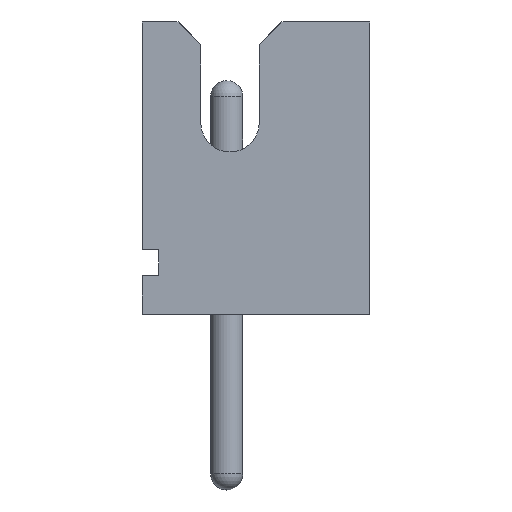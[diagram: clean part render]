
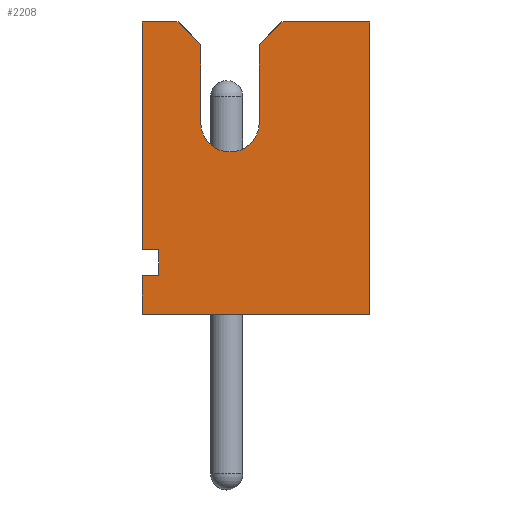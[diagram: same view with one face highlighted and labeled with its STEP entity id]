
A CAD part, front view. The second image highlights one B-rep face of the part: STEP entity #2208.
In plain terms, the highlighted planar face has unit normal (0, -1, 0).
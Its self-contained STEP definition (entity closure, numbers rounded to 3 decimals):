
#159=CIRCLE('',#2406,0.45);
#240=FACE_OUTER_BOUND('',#358,.T.);
#358=EDGE_LOOP('',(#1710,#1711,#1712,#1713,#1714,#1715,#1716,#1717,#1718,
#1719,#1720,#1721,#1722,#1723));
#469=LINE('',#3285,#715);
#472=LINE('',#3291,#718);
#476=LINE('',#3298,#722);
#484=LINE('',#3321,#730);
#494=LINE('',#3341,#740);
#504=LINE('',#3362,#750);
#507=LINE('',#3368,#753);
#551=LINE('',#3458,#797);
#558=LINE('',#3473,#804);
#559=LINE('',#3475,#805);
#560=LINE('',#3476,#806);
#561=LINE('',#3478,#807);
#562=LINE('',#3479,#808);
#715=VECTOR('',#2707,10.);
#718=VECTOR('',#2712,10.);
#722=VECTOR('',#2718,10.);
#730=VECTOR('',#2736,10.);
#740=VECTOR('',#2752,10.);
#750=VECTOR('',#2766,10.);
#753=VECTOR('',#2771,10.);
#797=VECTOR('',#2823,10.);
#804=VECTOR('',#2836,10.);
#805=VECTOR('',#2837,10.);
#806=VECTOR('',#2838,10.);
#807=VECTOR('',#2839,10.);
#808=VECTOR('',#2840,10.);
#1000=VERTEX_POINT('',#3282);
#1001=VERTEX_POINT('',#3284);
#1003=VERTEX_POINT('',#3290);
#1005=VERTEX_POINT('',#3296);
#1014=VERTEX_POINT('',#3318);
#1015=VERTEX_POINT('',#3320);
#1022=VERTEX_POINT('',#3340);
#1030=VERTEX_POINT('',#3359);
#1031=VERTEX_POINT('',#3361);
#1033=VERTEX_POINT('',#3367);
#1075=VERTEX_POINT('',#3456);
#1080=VERTEX_POINT('',#3472);
#1081=VERTEX_POINT('',#3474);
#1082=VERTEX_POINT('',#3477);
#1233=EDGE_CURVE('',#1001,#1000,#469,.T.);
#1236=EDGE_CURVE('',#1003,#1001,#472,.T.);
#1240=EDGE_CURVE('',#1000,#1005,#476,.T.);
#1250=EDGE_CURVE('',#1015,#1014,#484,.T.);
#1260=EDGE_CURVE('',#1022,#1015,#494,.T.);
#1270=EDGE_CURVE('',#1031,#1030,#504,.T.);
#1273=EDGE_CURVE('',#1033,#1031,#507,.T.);
#1276=EDGE_CURVE('',#1014,#1033,#159,.T.);
#1319=EDGE_CURVE('',#1075,#1005,#551,.T.);
#1326=EDGE_CURVE('',#1075,#1080,#558,.T.);
#1327=EDGE_CURVE('',#1080,#1081,#559,.T.);
#1328=EDGE_CURVE('',#1022,#1081,#560,.T.);
#1329=EDGE_CURVE('',#1082,#1030,#561,.T.);
#1330=EDGE_CURVE('',#1003,#1082,#562,.T.);
#1710=ORIENTED_EDGE('',*,*,#1236,.T.);
#1711=ORIENTED_EDGE('',*,*,#1233,.T.);
#1712=ORIENTED_EDGE('',*,*,#1240,.T.);
#1713=ORIENTED_EDGE('',*,*,#1319,.F.);
#1714=ORIENTED_EDGE('',*,*,#1326,.T.);
#1715=ORIENTED_EDGE('',*,*,#1327,.T.);
#1716=ORIENTED_EDGE('',*,*,#1328,.F.);
#1717=ORIENTED_EDGE('',*,*,#1260,.T.);
#1718=ORIENTED_EDGE('',*,*,#1250,.T.);
#1719=ORIENTED_EDGE('',*,*,#1276,.T.);
#1720=ORIENTED_EDGE('',*,*,#1273,.T.);
#1721=ORIENTED_EDGE('',*,*,#1270,.T.);
#1722=ORIENTED_EDGE('',*,*,#1329,.F.);
#1723=ORIENTED_EDGE('',*,*,#1330,.F.);
#2090=PLANE('',#2410);
#2208=ADVANCED_FACE('',(#240),#2090,.T.);
#2406=AXIS2_PLACEMENT_3D('',#3372,#2777,#2778);
#2410=AXIS2_PLACEMENT_3D('',#3471,#2834,#2835);
#2707=DIRECTION('',(0.,0.,-1.));
#2712=DIRECTION('',(1.,0.,0.));
#2718=DIRECTION('',(-1.,0.,0.));
#2736=DIRECTION('',(0.,0.,-1.));
#2752=DIRECTION('',(-0.707,0.,-0.707));
#2766=DIRECTION('',(-0.707,0.,0.707));
#2771=DIRECTION('',(0.,0.,1.));
#2777=DIRECTION('center_axis',(0.,1.,0.));
#2778=DIRECTION('ref_axis',(-1.,0.,0.));
#2823=DIRECTION('',(0.,0.,1.));
#2834=DIRECTION('center_axis',(0.,-1.,0.));
#2835=DIRECTION('ref_axis',(1.,0.,0.));
#2836=DIRECTION('',(1.,0.,0.));
#2837=DIRECTION('',(0.,0.,1.));
#2838=DIRECTION('',(1.,0.,0.));
#2839=DIRECTION('',(1.,0.,0.));
#2840=DIRECTION('',(0.,0.,1.));
#3282=CARTESIAN_POINT('',(-1.05,-1.5,0.6));
#3284=CARTESIAN_POINT('',(-1.05,-1.5,1.));
#3285=CARTESIAN_POINT('',(-1.05,-1.5,0.5));
#3290=CARTESIAN_POINT('',(-1.3,-1.5,1.));
#3291=CARTESIAN_POINT('',(-1.3,-1.5,1.));
#3296=CARTESIAN_POINT('',(-1.3,-1.5,0.6));
#3298=CARTESIAN_POINT('',(-1.175,-1.5,0.6));
#3318=CARTESIAN_POINT('',(0.5,-1.5,2.95));
#3320=CARTESIAN_POINT('',(0.5,-1.5,4.15));
#3321=CARTESIAN_POINT('',(0.5,-1.5,2.075));
#3340=CARTESIAN_POINT('',(0.85,-1.5,4.5));
#3341=CARTESIAN_POINT('',(-0.813,-1.5,2.838));
#3359=CARTESIAN_POINT('',(-0.75,-1.5,4.5));
#3361=CARTESIAN_POINT('',(-0.4,-1.5,4.15));
#3362=CARTESIAN_POINT('',(0.413,-1.5,3.338));
#3367=CARTESIAN_POINT('',(-0.4,-1.5,2.95));
#3368=CARTESIAN_POINT('',(-0.4,-1.5,1.475));
#3372=CARTESIAN_POINT('Origin',(0.05,-1.5,2.95));
#3456=CARTESIAN_POINT('',(-1.3,-1.5,0.));
#3458=CARTESIAN_POINT('',(-1.3,-1.5,0.));
#3471=CARTESIAN_POINT('Origin',(-1.3,-1.5,0.));
#3472=CARTESIAN_POINT('',(2.2,-1.5,0.));
#3473=CARTESIAN_POINT('',(-1.3,-1.5,0.));
#3474=CARTESIAN_POINT('',(2.2,-1.5,4.5));
#3475=CARTESIAN_POINT('',(2.2,-1.5,0.));
#3476=CARTESIAN_POINT('',(-1.3,-1.5,4.5));
#3477=CARTESIAN_POINT('',(-1.3,-1.5,4.5));
#3478=CARTESIAN_POINT('',(-1.3,-1.5,4.5));
#3479=CARTESIAN_POINT('',(-1.3,-1.5,0.));
